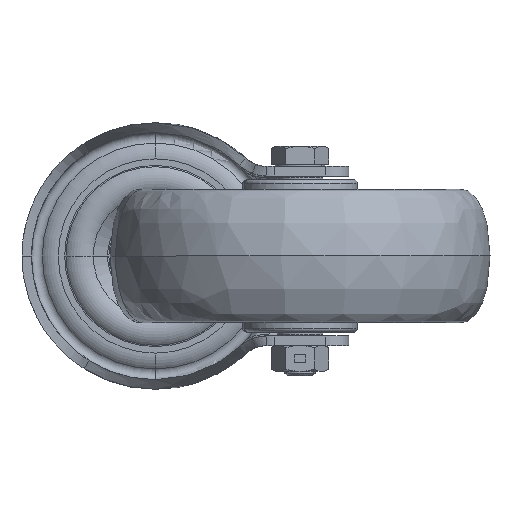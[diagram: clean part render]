
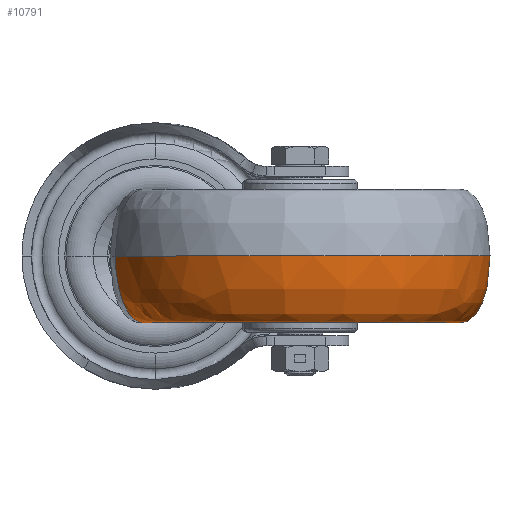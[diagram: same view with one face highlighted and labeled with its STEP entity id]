
A CAD part, front view. The second image highlights one B-rep face of the part: STEP entity #10791.
In plain terms, the highlighted free-form (B-spline) face has degree [3, 3] with [4, 4] control points.
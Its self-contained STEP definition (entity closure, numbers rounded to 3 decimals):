
#12 = CARTESIAN_POINT ( 'NONE',  ( 17.533, -168.803, -17.5 ) ) ;
#354 = CARTESIAN_POINT ( 'NONE',  ( 106.367, -155.504, -17.5 ) ) ;
#455 = CARTESIAN_POINT ( 'NONE',  ( 99.962, -148.056, -17.5 ) ) ;
#653 =( BOUNDED_CURVE ( )  B_SPLINE_CURVE ( 3, ( #6663, #6553, #4489, #11843 ),
 .UNSPECIFIED., .F., .F. ) 
 B_SPLINE_CURVE_WITH_KNOTS ( ( 4, 4 ),
 ( 0., 1.571 ),
 .UNSPECIFIED. ) 
 CURVE ( )  GEOMETRIC_REPRESENTATION_ITEM ( )  RATIONAL_B_SPLINE_CURVE ( ( 1., 0.805, 0.805, 1. ) ) 
 REPRESENTATION_ITEM ( '' )  );
#1135 = CARTESIAN_POINT ( 'NONE',  ( 79.215, -65.626, -17.5 ) ) ;
#1267 = EDGE_CURVE ( 'NONE', #17095, #14379, #10801, .T. ) ;
#1832 = CARTESIAN_POINT ( 'NONE',  ( -7.475, -87.446, -17.5 ) ) ;
#2015 = DIRECTION ( 'NONE',  ( 0., 0., -1. ) ) ;
#2074 = DIRECTION ( 'NONE',  ( 0.97, 0.244, 0. ) ) ;
#2184 = CARTESIAN_POINT ( 'NONE',  ( 15.417, -178.396, -17.5 ) ) ;
#2213 = ORIENTED_EDGE ( 'NONE', *, *, #20018, .F. ) ;
#4489 = CARTESIAN_POINT ( 'NONE',  ( -10.488, -88.204, -10.251 ) ) ;
#5162 = CARTESIAN_POINT ( 'NONE',  ( 86.488, -63.796, 0. ) ) ;
#6553 = CARTESIAN_POINT ( 'NONE',  ( -7.475, -87.446, -17.5 ) ) ;
#6573 = FACE_OUTER_BOUND ( 'NONE', #7582, .T. ) ;
#6663 = CARTESIAN_POINT ( 'NONE',  ( -3.215, -86.374, -17.5 ) ) ;
#6805 = VERTEX_POINT ( 'NONE', #13820 ) ;
#7470 = CARTESIAN_POINT ( 'NONE',  ( -10.488, -88.204, 0. ) ) ;
#7582 = EDGE_LOOP ( 'NONE', ( #8253, #11493, #2213, #8485 ) ) ;
#7901 = AXIS2_PLACEMENT_3D ( 'NONE', #12640, #15757, #2074 ) ;
#8101 = EDGE_CURVE ( 'NONE', #16169, #6805, #18530, .T. ) ;
#8253 = ORIENTED_EDGE ( 'NONE', *, *, #11762, .F. ) ;
#8357 = CARTESIAN_POINT ( 'NONE',  ( 86.488, -63.796, 0. ) ) ;
#8485 = ORIENTED_EDGE ( 'NONE', *, *, #8101, .F. ) ;
#8977 = CARTESIAN_POINT ( 'NONE',  ( 110.896, -160.771, -10.251 ) ) ;
#9204 = CARTESIAN_POINT ( 'NONE',  ( 13.921, -185.18, -10.251 ) ) ;
#10125 = CARTESIAN_POINT ( 'NONE',  ( 83.475, -64.554, -17.5 ) ) ;
#10660 = DIRECTION ( 'NONE',  ( -0.97, -0.244, 0. ) ) ;
#10791 = ADVANCED_FACE ( 'NONE', ( #6573 ), #18730, .F. ) ;
#10801 = CIRCLE ( 'NONE', #12989, 50. ) ;
#10812 = CARTESIAN_POINT ( 'NONE',  ( -3.215, -86.374, -17.5 ) ) ;
#10835 = CARTESIAN_POINT ( 'NONE',  ( -10.488, -88.204, 0. ) ) ;
#11493 = ORIENTED_EDGE ( 'NONE', *, *, #1267, .T. ) ;
#11762 = EDGE_CURVE ( 'NONE', #17095, #16169, #16357, .T. ) ;
#11843 = CARTESIAN_POINT ( 'NONE',  ( -10.488, -88.204, 0. ) ) ;
#12161 = CARTESIAN_POINT ( 'NONE',  ( 79.215, -65.626, -17.5 ) ) ;
#12632 = CARTESIAN_POINT ( 'NONE',  ( 110.896, -160.771, 0. ) ) ;
#12640 = CARTESIAN_POINT ( 'NONE',  ( 38., -76., -17.5 ) ) ;
#12989 = AXIS2_PLACEMENT_3D ( 'NONE', #17647, #2015, #10660 ) ;
#13820 = CARTESIAN_POINT ( 'NONE',  ( -3.215, -86.374, -17.5 ) ) ;
#14379 = VERTEX_POINT ( 'NONE', #10835 ) ;
#14464 = CARTESIAN_POINT ( 'NONE',  ( 13.921, -185.18, 0. ) ) ;
#15757 = DIRECTION ( 'NONE',  ( 0., 0., -1. ) ) ;
#15865 = CARTESIAN_POINT ( 'NONE',  ( 83.475, -64.554, -17.5 ) ) ;
#16169 = VERTEX_POINT ( 'NONE', #1135 ) ;
#16357 =( BOUNDED_CURVE ( )  B_SPLINE_CURVE ( 3, ( #5162, #19185, #10125, #12161 ),
 .UNSPECIFIED., .F., .T. ) 
 B_SPLINE_CURVE_WITH_KNOTS ( ( 4, 4 ),
 ( 4.712, 6.283 ),
 .UNSPECIFIED. ) 
 CURVE ( )  GEOMETRIC_REPRESENTATION_ITEM ( )  RATIONAL_B_SPLINE_CURVE ( ( 1., 0.805, 0.805, 1. ) ) 
 REPRESENTATION_ITEM ( '' )  );
#17095 = VERTEX_POINT ( 'NONE', #8357 ) ;
#17647 = CARTESIAN_POINT ( 'NONE',  ( 38., -76., 0. ) ) ;
#17934 = CARTESIAN_POINT ( 'NONE',  ( 86.488, -63.796, -10.251 ) ) ;
#18040 = CARTESIAN_POINT ( 'NONE',  ( 86.488, -63.796, 0. ) ) ;
#18530 = CIRCLE ( 'NONE', #7901, 42.5 ) ;
#18730 =( BOUNDED_SURFACE ( )  B_SPLINE_SURFACE ( 3, 3, ( 
 ( #10812, #12, #455, #19662 ),
 ( #1832, #2184, #354, #15865 ),
 ( #19443, #9204, #8977, #17934 ),
 ( #7470, #14464, #12632, #18040 ) ),
 .UNSPECIFIED., .F., .F., .F. ) 
 B_SPLINE_SURFACE_WITH_KNOTS ( ( 4, 4 ),
 ( 4, 4 ),
 ( 0., 1. ),
 ( 0., 1. ),
 .UNSPECIFIED. ) 
 GEOMETRIC_REPRESENTATION_ITEM ( )  RATIONAL_B_SPLINE_SURFACE ( (
 ( 1., 0.333, 0.333, 1.),
 ( 0.805, 0.268, 0.268, 0.805),
 ( 0.805, 0.268, 0.268, 0.805),
 ( 1., 0.333, 0.333, 1.) ) ) 
 REPRESENTATION_ITEM ( '' )  SURFACE ( )  );
#19185 = CARTESIAN_POINT ( 'NONE',  ( 86.488, -63.796, -10.251 ) ) ;
#19443 = CARTESIAN_POINT ( 'NONE',  ( -10.488, -88.204, -10.251 ) ) ;
#19662 = CARTESIAN_POINT ( 'NONE',  ( 79.215, -65.626, -17.5 ) ) ;
#20018 = EDGE_CURVE ( 'NONE', #6805, #14379, #653, .T. ) ;
